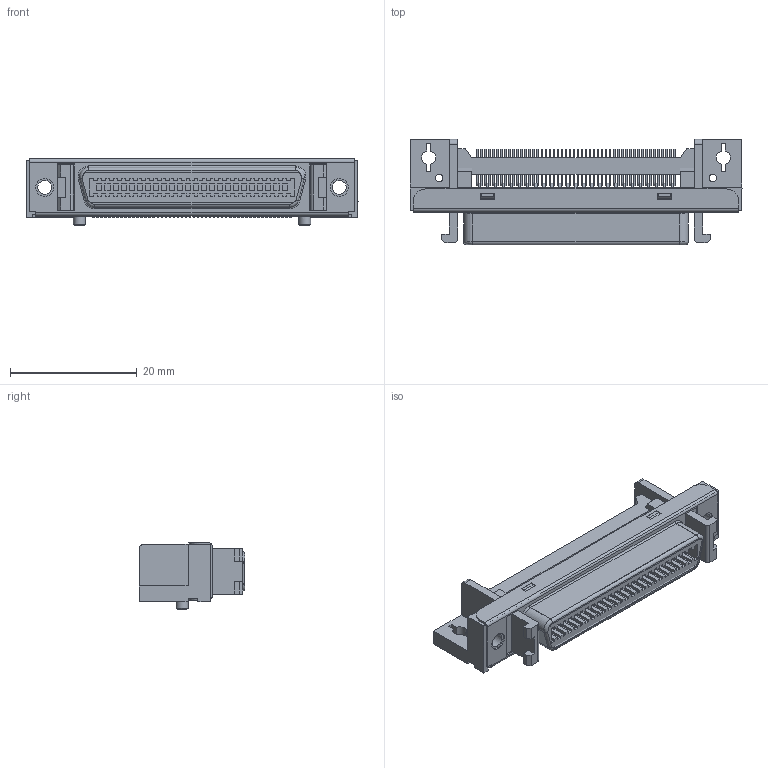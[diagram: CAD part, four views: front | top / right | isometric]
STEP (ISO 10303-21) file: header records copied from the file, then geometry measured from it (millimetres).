
FILE_DESCRIPTION(/* description */ (''),/* implementation_level */ '2;1');
FILE_NAME(/* name */ '10250-1S10PX.stp',/* time_stamp */ '2018-05-07T09:53:33-05:00',/* author */ (''),/* organization */ (''),/* preprocessor_version */ 'ST-DEVELOPER v16',/* originating_system */ 'SIEMENS PLM Software NX 11.0',/* authorisation */ '');
FILE_SCHEMA (('AUTOMOTIVE_DESIGN { 1 0 10303 214 3 1 1 1 }'));
Products named in the file (1): us290F3C572Dd1gz
Bounding box: 52.4 x 16.65 x 10.55 mm (x, y, z)
Volume: 3664.4 mm3; surface area: 6340.1 mm2
Topology: 2 solids, 2 shells, 1912 faces, 5394 edges, 3567 vertices
Faces by surface type: plane 1446, cylinder 452, torus 12, cone 2
Full cylindrical faces by diameter (mm): 1.2 x2, 1.9 x2, 2.2 x2, 2.8 x2
Entity records: 61881 total; most frequent: CARTESIAN_POINT 12615, ORIENTED_EDGE 10752, DIRECTION 9545, EDGE_CURVE 5376, LINE 3891, VECTOR 3891, VERTEX_POINT 3559, AXIS2_PLACEMENT_3D 2827
